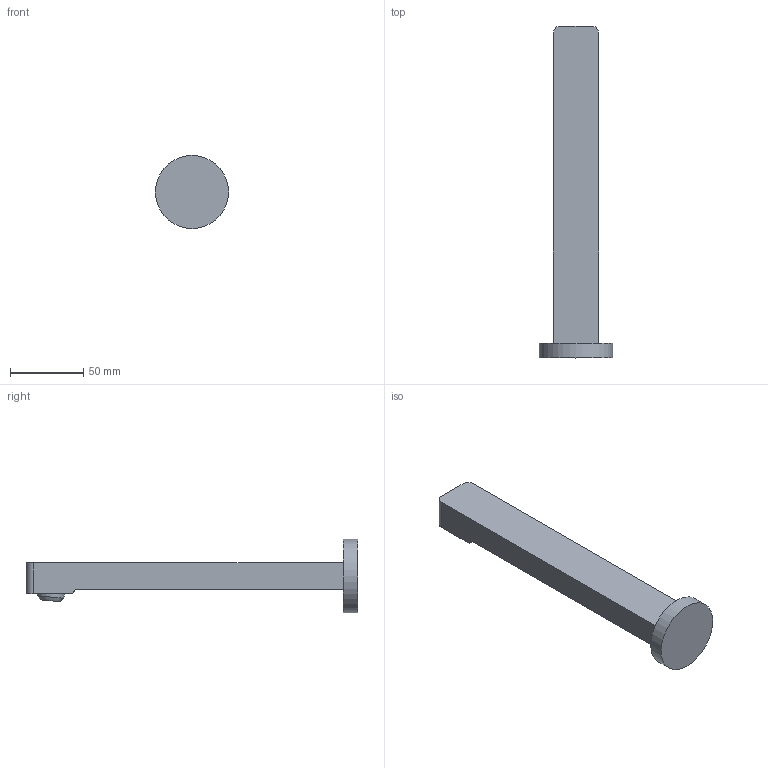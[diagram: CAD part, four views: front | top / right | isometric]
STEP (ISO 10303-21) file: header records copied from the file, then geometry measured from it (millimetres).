
FILE_DESCRIPTION(/* description */ (''),/* implementation_level */ '2;1');
FILE_NAME(/* name */ '3D_TVT10350500061_asm.step',/* time_stamp */ '2023-01-11T13:20:50+01:00',/* author */ (''),/* organization */ (''),/* preprocessor_version */ 'ST-DEVELOPER v19.2',/* originating_system */ 'Autodesk Translation Framework v11.17.0.187',/* authorisation */ '');
FILE_SCHEMA (('AUTOMOTIVE_DESIGN { 1 0 10303 214 3 1 1 }'));
Length unit declared in the file: millimetre
Products named in the file (4): (Nicht gespeichert); 80G92R000DQ; 8MB92R000; 80M24123VNP0
Assembly tree (3 placements, depth 2):
  (Nicht gespeichert)
    80G92R000DQ
    8MB92R000
    80M24123VNP0
Bounding box: 50 x 227 x 50 mm (x, y, z)
Volume: 133785.7 mm3; surface area: 33528.5 mm2
Topology: 2 solids, 5 shells, 35 faces, 64 edges, 43 vertices
Faces by surface type: plane 19, cylinder 9, bspline 4, cone 3
Full cylindrical faces by diameter (mm): 17 x1, 23 x1, 25 x1, 46 x1, 50 x1
Entity records: 1558 total; most frequent: CARTESIAN_POINT 725, DIRECTION 171, ORIENTED_EDGE 124, AXIS2_PLACEMENT_3D 71, EDGE_CURVE 64, VERTEX_POINT 43, EDGE_LOOP 42, FACE_OUTER_BOUND 35
